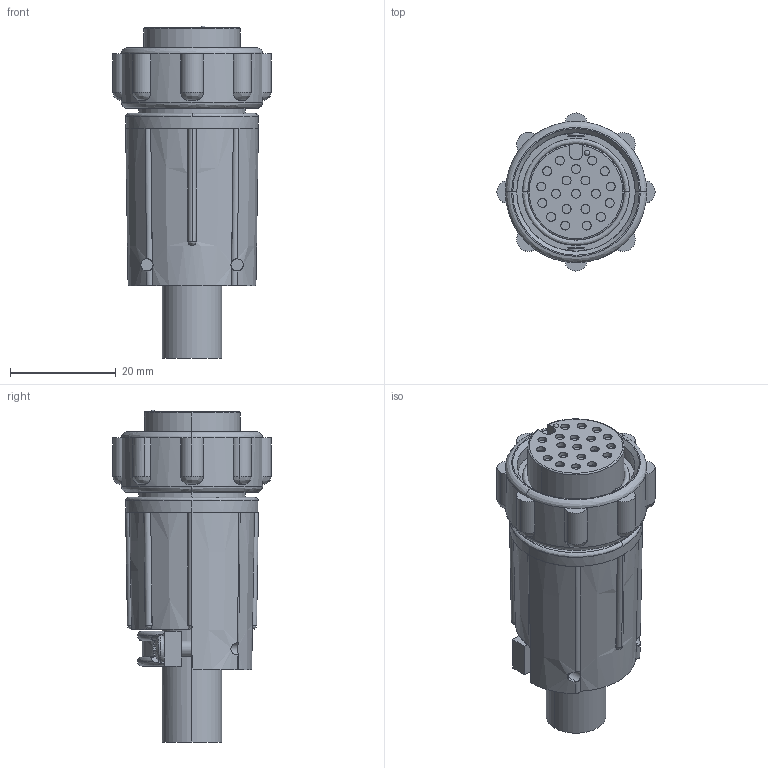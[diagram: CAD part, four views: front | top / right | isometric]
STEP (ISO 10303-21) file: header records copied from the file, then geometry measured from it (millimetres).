
FILE_DESCRIPTION (( 'STEP AP203' ), '1' );
FILE_NAME ('13280-20SG-3XX.STEP', '2017-11-07T20:28:49', ( '' ), ( '' ), 'SwSTEP 2.0', 'SolidWorks 2017', '' );
FILE_SCHEMA (( 'CONFIG_CONTROL_DESIGN' ));
Length unit declared in the file: inch
Products named in the file (1): 13280-20SG-3XX
Bounding box: 29.84 x 29.84 x 62.66 mm (x, y, z)
Volume: 21312.2 mm3; surface area: 7429.7 mm2
Topology: 1 solids, 1 shells, 286 faces, 712 edges, 455 vertices
Faces by surface type: plane 125, cylinder 101, bspline 52, cone 8
Entity records: 12613 total; most frequent: CARTESIAN_POINT 6368, ORIENTED_EDGE 1416, DIRECTION 1099, EDGE_CURVE 708, VERTEX_POINT 455, AXIS2_PLACEMENT_3D 433, EDGE_LOOP 321, ADVANCED_FACE 286
